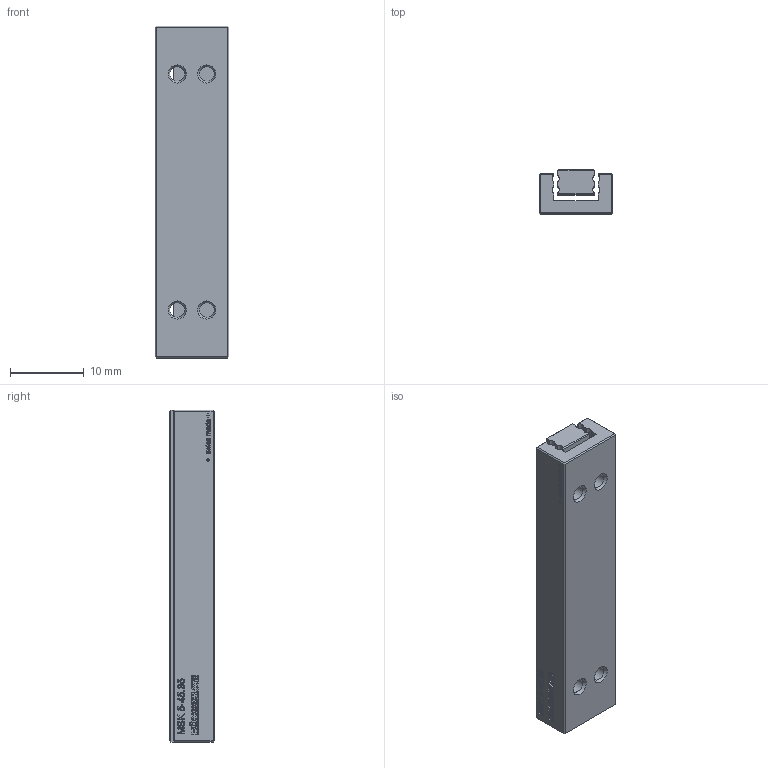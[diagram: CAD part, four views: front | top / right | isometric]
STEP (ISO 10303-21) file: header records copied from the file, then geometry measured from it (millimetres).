
FILE_DESCRIPTION(('FreeCAD Model'),'2;1');
FILE_NAME('MSK 5-45.35.step', '2020-11-16T22:28:16',('Author'),(''), 'Open CASCADE STEP processor 6.8','FreeCAD','Unknown');
FILE_SCHEMA(('AUTOMOTIVE_DESIGN_CC2 { 1 2 10303 214 -1 1 5 4 }'));
Length unit declared in the file: millimetre
Products named in the file (3): ASSEMBLY; DP; TT
Assembly tree (2 placements, depth 2):
  ASSEMBLY
    DP
    TT
Bounding box: 10 x 6 x 45 mm (x, y, z)
Volume: 2133 mm3; surface area: 2723.1 mm2
Topology: 2 solids, 2 shells, 729 faces, 2019 edges, 1328 vertices
Faces by surface type: extrusion 438, plane 273, cylinder 14, cone 4
Full cylindrical faces by diameter (mm): 2 x6
Entity records: 49730 total; most frequent: CARTESIAN_POINT 12440, DIRECTION 5311, VECTOR 4643, LINE 4205, ORIENTED_EDGE 4030, PCURVE 4030, DEFINITIONAL_REPRESENTATION 4030, B_SPLINE_CURVE_WITH_KNOTS 2214
